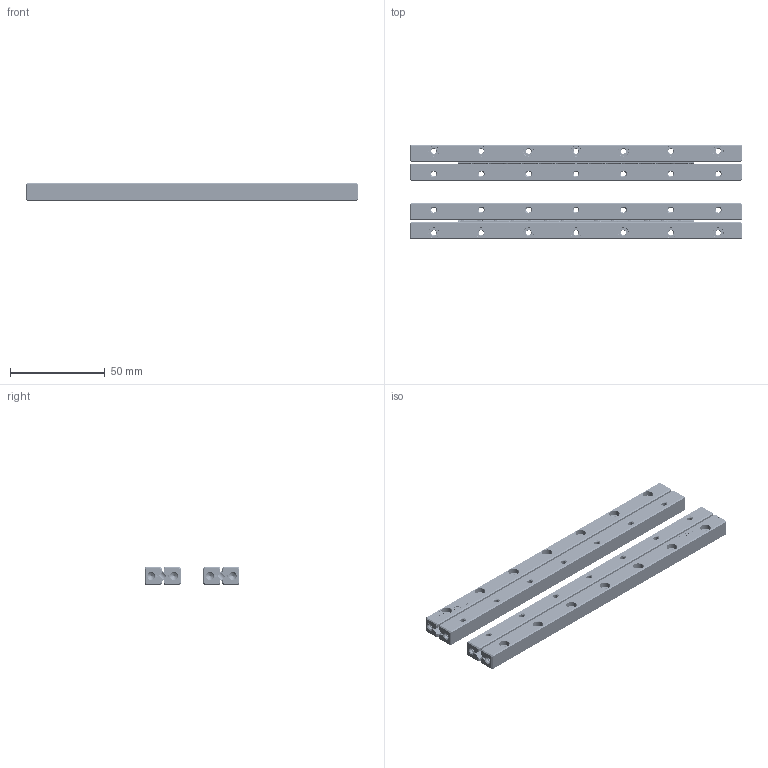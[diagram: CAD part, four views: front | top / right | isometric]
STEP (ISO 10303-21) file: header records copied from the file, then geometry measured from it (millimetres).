
FILE_DESCRIPTION(/* description */ (''),/* implementation_level */ '2;1');
FILE_NAME(/* name */ 'Set RNG-4175x26KRE-ACC_stp.stp',/* time_stamp */ '2025-05-02T15:45:22+02:00',/* author */ (''),/* organization */ (''),/* preprocessor_version */ 'ST-DEVELOPER v16.7',/* originating_system */ 'SIEMENS PLM Software NX 12.0',/* authorisation */ '');
FILE_SCHEMA (('AUTOMOTIVE_DESIGN { 1 0 10303 214 3 1 1 1 }'));
Products named in the file (1): Set RNG-4175x26KRE-ACC_stp
Bounding box: 175 x 50 x 9 mm (x, y, z)
Volume: 51696.1 mm3; surface area: 41987.1 mm2
Topology: 68 solids, 68 shells, 5868 faces, 16518 edges, 10898 vertices
Faces by surface type: plane 3572, cylinder 1200, torus 424, bspline 360, cone 220, extrusion 92
Full cylindrical faces by diameter (mm): 0.5 x224, 1.5 x8, 2 x52, 2.26 x8, 2.65 x28, 3.2 x8, 4 x52, 5.5 x28
Entity records: 201118 total; most frequent: CARTESIAN_POINT 44365, ORIENTED_EDGE 31352, DIRECTION 28890, EDGE_CURVE 15676, VECTOR 10888, LINE 10796, VERTEX_POINT 10688, AXIS2_PLACEMENT_3D 9001
